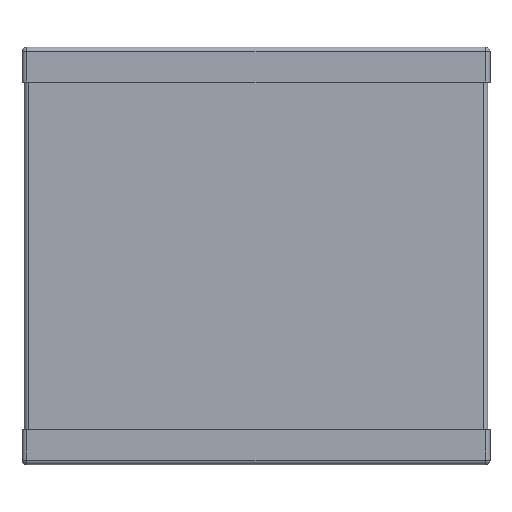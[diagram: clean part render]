
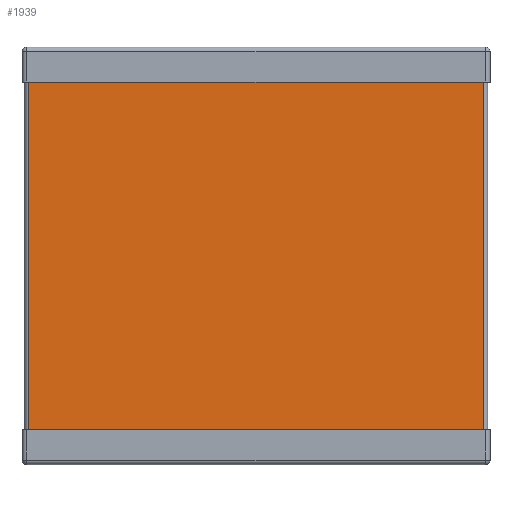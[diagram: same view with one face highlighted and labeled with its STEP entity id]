
A CAD part, top view. The second image highlights one B-rep face of the part: STEP entity #1939.
In plain terms, the highlighted planar face has unit normal (0, 0, 1).
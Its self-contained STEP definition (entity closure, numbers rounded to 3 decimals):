
#1939 = ADVANCED_FACE('',(#1940),#1954,.T.);
#1940 = FACE_BOUND('',#1941,.T.);
#1941 = EDGE_LOOP('',(#1942,#1977,#2005,#2033));
#1942 = ORIENTED_EDGE('',*,*,#1943,.F.);
#1943 = EDGE_CURVE('',#1944,#1946,#1948,.T.);
#1944 = VERTEX_POINT('',#1945);
#1945 = CARTESIAN_POINT('',(-4.95,3.79,2.45));
#1946 = VERTEX_POINT('',#1947);
#1947 = CARTESIAN_POINT('',(4.95,3.79,2.45));
#1948 = SURFACE_CURVE('',#1949,(#1953,#1965),.PCURVE_S1.);
#1949 = LINE('',#1950,#1951);
#1950 = CARTESIAN_POINT('',(-5.05,3.79,2.45));
#1951 = VECTOR('',#1952,1.);
#1952 = DIRECTION('',(1.,0.,0.));
#1953 = PCURVE('',#1954,#1959);
#1954 = PLANE('',#1955);
#1955 = AXIS2_PLACEMENT_3D('',#1956,#1957,#1958);
#1956 = CARTESIAN_POINT('',(-5.05,3.79,2.45));
#1957 = DIRECTION('',(0.,0.,1.));
#1958 = DIRECTION('',(1.,0.,0.));
#1959 = DEFINITIONAL_REPRESENTATION('',(#1960),#1964);
#1960 = LINE('',#1961,#1962);
#1961 = CARTESIAN_POINT('',(0.,0.));
#1962 = VECTOR('',#1963,1.);
#1963 = DIRECTION('',(1.,0.));
#1964 = ( GEOMETRIC_REPRESENTATION_CONTEXT(2) 
PARAMETRIC_REPRESENTATION_CONTEXT() REPRESENTATION_CONTEXT('2D SPACE',''
  ) );
#1965 = PCURVE('',#1966,#1971);
#1966 = PLANE('',#1967);
#1967 = AXIS2_PLACEMENT_3D('',#1968,#1969,#1970);
#1968 = CARTESIAN_POINT('',(-5.05,3.79,2.45));
#1969 = DIRECTION('',(0.,-1.,0.));
#1970 = DIRECTION('',(0.,0.,-1.));
#1971 = DEFINITIONAL_REPRESENTATION('',(#1972),#1976);
#1972 = LINE('',#1973,#1974);
#1973 = CARTESIAN_POINT('',(0.,0.));
#1974 = VECTOR('',#1975,1.);
#1975 = DIRECTION('',(0.,1.));
#1976 = ( GEOMETRIC_REPRESENTATION_CONTEXT(2) 
PARAMETRIC_REPRESENTATION_CONTEXT() REPRESENTATION_CONTEXT('2D SPACE',''
  ) );
#1977 = ORIENTED_EDGE('',*,*,#1978,.T.);
#1978 = EDGE_CURVE('',#1944,#1979,#1981,.T.);
#1979 = VERTEX_POINT('',#1980);
#1980 = CARTESIAN_POINT('',(-4.95,-3.79,2.45));
#1981 = SURFACE_CURVE('',#1982,(#1986,#1993),.PCURVE_S1.);
#1982 = LINE('',#1983,#1984);
#1983 = CARTESIAN_POINT('',(-4.95,3.79,2.45));
#1984 = VECTOR('',#1985,1.);
#1985 = DIRECTION('',(0.,-1.,0.));
#1986 = PCURVE('',#1954,#1987);
#1987 = DEFINITIONAL_REPRESENTATION('',(#1988),#1992);
#1988 = LINE('',#1989,#1990);
#1989 = CARTESIAN_POINT('',(0.1,0.));
#1990 = VECTOR('',#1991,1.);
#1991 = DIRECTION('',(0.,-1.));
#1992 = ( GEOMETRIC_REPRESENTATION_CONTEXT(2) 
PARAMETRIC_REPRESENTATION_CONTEXT() REPRESENTATION_CONTEXT('2D SPACE',''
  ) );
#1993 = PCURVE('',#1994,#1999);
#1994 = CYLINDRICAL_SURFACE('',#1995,0.1);
#1995 = AXIS2_PLACEMENT_3D('',#1996,#1997,#1998);
#1996 = CARTESIAN_POINT('',(-4.95,3.79,2.35));
#1997 = DIRECTION('',(0.,-1.,0.));
#1998 = DIRECTION('',(0.,0.,1.));
#1999 = DEFINITIONAL_REPRESENTATION('',(#2000),#2004);
#2000 = LINE('',#2001,#2002);
#2001 = CARTESIAN_POINT('',(0.,0.));
#2002 = VECTOR('',#2003,1.);
#2003 = DIRECTION('',(0.,1.));
#2004 = ( GEOMETRIC_REPRESENTATION_CONTEXT(2) 
PARAMETRIC_REPRESENTATION_CONTEXT() REPRESENTATION_CONTEXT('2D SPACE',''
  ) );
#2005 = ORIENTED_EDGE('',*,*,#2006,.T.);
#2006 = EDGE_CURVE('',#1979,#2007,#2009,.T.);
#2007 = VERTEX_POINT('',#2008);
#2008 = CARTESIAN_POINT('',(4.95,-3.79,2.45));
#2009 = SURFACE_CURVE('',#2010,(#2014,#2021),.PCURVE_S1.);
#2010 = LINE('',#2011,#2012);
#2011 = CARTESIAN_POINT('',(-5.05,-3.79,2.45));
#2012 = VECTOR('',#2013,1.);
#2013 = DIRECTION('',(1.,0.,0.));
#2014 = PCURVE('',#1954,#2015);
#2015 = DEFINITIONAL_REPRESENTATION('',(#2016),#2020);
#2016 = LINE('',#2017,#2018);
#2017 = CARTESIAN_POINT('',(0.,-7.58));
#2018 = VECTOR('',#2019,1.);
#2019 = DIRECTION('',(1.,0.));
#2020 = ( GEOMETRIC_REPRESENTATION_CONTEXT(2) 
PARAMETRIC_REPRESENTATION_CONTEXT() REPRESENTATION_CONTEXT('2D SPACE',''
  ) );
#2021 = PCURVE('',#2022,#2027);
#2022 = PLANE('',#2023);
#2023 = AXIS2_PLACEMENT_3D('',#2024,#2025,#2026);
#2024 = CARTESIAN_POINT('',(-5.05,-3.79,2.45));
#2025 = DIRECTION('',(0.,-1.,0.));
#2026 = DIRECTION('',(0.,0.,-1.));
#2027 = DEFINITIONAL_REPRESENTATION('',(#2028),#2032);
#2028 = LINE('',#2029,#2030);
#2029 = CARTESIAN_POINT('',(0.,0.));
#2030 = VECTOR('',#2031,1.);
#2031 = DIRECTION('',(0.,1.));
#2032 = ( GEOMETRIC_REPRESENTATION_CONTEXT(2) 
PARAMETRIC_REPRESENTATION_CONTEXT() REPRESENTATION_CONTEXT('2D SPACE',''
  ) );
#2033 = ORIENTED_EDGE('',*,*,#2034,.F.);
#2034 = EDGE_CURVE('',#1946,#2007,#2035,.T.);
#2035 = SURFACE_CURVE('',#2036,(#2040,#2047),.PCURVE_S1.);
#2036 = LINE('',#2037,#2038);
#2037 = CARTESIAN_POINT('',(4.95,3.79,2.45));
#2038 = VECTOR('',#2039,1.);
#2039 = DIRECTION('',(0.,-1.,0.));
#2040 = PCURVE('',#1954,#2041);
#2041 = DEFINITIONAL_REPRESENTATION('',(#2042),#2046);
#2042 = LINE('',#2043,#2044);
#2043 = CARTESIAN_POINT('',(10.,0.));
#2044 = VECTOR('',#2045,1.);
#2045 = DIRECTION('',(0.,-1.));
#2046 = ( GEOMETRIC_REPRESENTATION_CONTEXT(2) 
PARAMETRIC_REPRESENTATION_CONTEXT() REPRESENTATION_CONTEXT('2D SPACE',''
  ) );
#2047 = PCURVE('',#2048,#2053);
#2048 = CYLINDRICAL_SURFACE('',#2049,0.1);
#2049 = AXIS2_PLACEMENT_3D('',#2050,#2051,#2052);
#2050 = CARTESIAN_POINT('',(4.95,3.79,2.35));
#2051 = DIRECTION('',(0.,-1.,0.));
#2052 = DIRECTION('',(0.,0.,1.));
#2053 = DEFINITIONAL_REPRESENTATION('',(#2054),#2058);
#2054 = LINE('',#2055,#2056);
#2055 = CARTESIAN_POINT('',(0.,0.));
#2056 = VECTOR('',#2057,1.);
#2057 = DIRECTION('',(0.,1.));
#2058 = ( GEOMETRIC_REPRESENTATION_CONTEXT(2) 
PARAMETRIC_REPRESENTATION_CONTEXT() REPRESENTATION_CONTEXT('2D SPACE',''
  ) );
